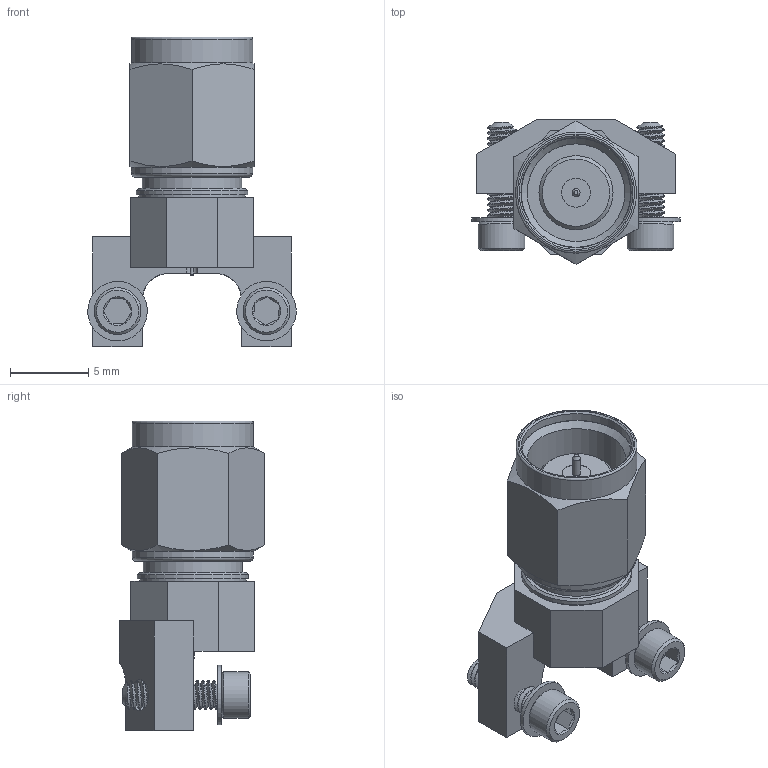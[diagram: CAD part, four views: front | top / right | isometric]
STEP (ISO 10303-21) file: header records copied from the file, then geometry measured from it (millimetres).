
FILE_DESCRIPTION (( 'STEP AP214' ), '1' );
FILE_NAME ('SF3311-60012.STEP', '2019-11-14T14:01:30', ( '' ), ( '' ), 'SwSTEP 2.0', 'SolidWorks 2018', '' );
FILE_SCHEMA (( 'AUTOMOTIVE_DESIGN' ));
Length unit declared in the file: inch
Products named in the file (1): SF3311-60012
Bounding box: 13.33 x 9.28 x 19.81 mm (x, y, z)
Volume: 808.5 mm3; surface area: 1356.6 mm2
Topology: 5 solids, 5 shells, 177 faces, 400 edges, 255 vertices
Faces by surface type: plane 89, cylinder 39, cone 27, bspline 19, torus 3
Full cylindrical faces by diameter (mm): 0.203 x1, 0.511 x1, 0.711 x1, 1.511 x2, 1.849 x1, 1.981 x2, 2.032 x2, 2.997 x2, 3.81 x2, 4.737 x1, 4.801 x1, 6.248 x1, 6.35 x2, 6.477 x2, 6.797 x1, 7.049 x2, 7.112 x1, 7.341 x2, 7.747 x2
Entity records: 11364 total; most frequent: CARTESIAN_POINT 5447, DIRECTION 688, ORIENTED_EDGE 674, EDGE_CURVE 337, AXIS2_PLACEMENT_3D 266, EDGE_LOOP 258, VERTEX_POINT 239, FACE_OUTER_BOUND 209
